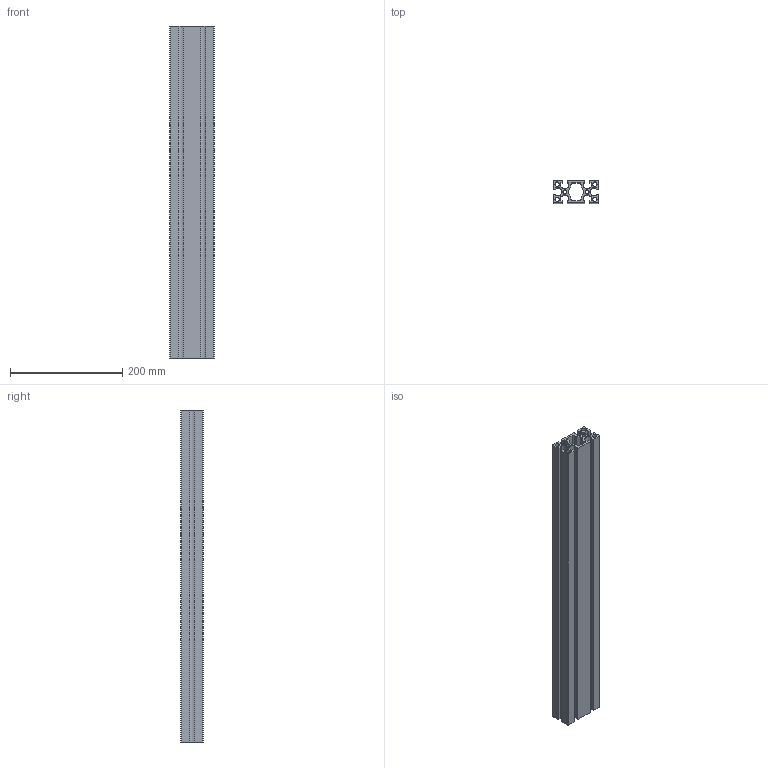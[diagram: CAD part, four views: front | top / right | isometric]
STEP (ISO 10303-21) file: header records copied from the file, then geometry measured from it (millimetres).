
FILE_DESCRIPTION (( 'STEP AP203' ), '1' );
FILE_NAME ('EF4080-t5 -540.STEP', '2017-12-25T02:23:01', ( '' ), ( '' ), 'SwSTEP 2.0', 'SolidWorks 2018', '' );
FILE_SCHEMA (( 'CONFIG_CONTROL_DESIGN' ));
Length unit declared in the file: millimetre
Products named in the file (1): EF4080-t5 -540
Bounding box: 80 x 40 x 592 mm (x, y, z)
Volume: 724490.7 mm3; surface area: 419638.9 mm2
Topology: 1 solids, 1 shells, 87 faces, 255 edges, 170 vertices
Faces by surface type: plane 60, cylinder 27
Entity records: 2988 total; most frequent: CARTESIAN_POINT 513, ORIENTED_EDGE 510, DIRECTION 485, EDGE_CURVE 255, LINE 201, VECTOR 201, VERTEX_POINT 170, AXIS2_PLACEMENT_3D 142
